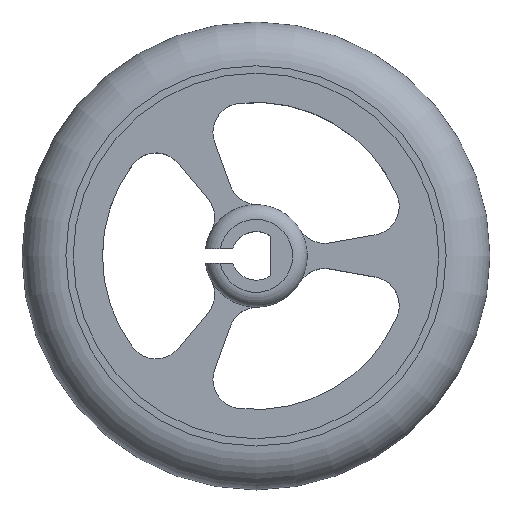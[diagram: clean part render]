
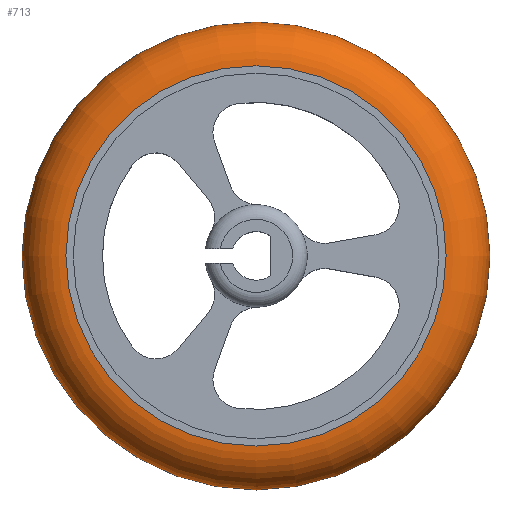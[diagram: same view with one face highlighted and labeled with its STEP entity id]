
A CAD part, top view. The second image highlights one B-rep face of the part: STEP entity #713.
In plain terms, the highlighted toroidal (fillet/blend) face has major radius 13 mm and minor radius 3 mm.
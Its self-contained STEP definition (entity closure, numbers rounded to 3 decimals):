
#21=FACE_BOUND('',#187,.T.);
#33=TOROIDAL_SURFACE('',#803,13.,3.);
#82=CIRCLE('',#800,13.);
#83=CIRCLE('',#802,16.);
#141=FACE_OUTER_BOUND('',#186,.T.);
#186=EDGE_LOOP('',(#627));
#187=EDGE_LOOP('',(#628));
#359=VERTEX_POINT('',#1254);
#360=VERTEX_POINT('',#1257);
#459=EDGE_CURVE('',#359,#359,#82,.T.);
#460=EDGE_CURVE('',#360,#360,#83,.T.);
#627=ORIENTED_EDGE('',*,*,#459,.T.);
#628=ORIENTED_EDGE('',*,*,#460,.T.);
#713=ADVANCED_FACE('',(#141,#21),#33,.T.);
#800=AXIS2_PLACEMENT_3D('',#1255,#1021,#1022);
#802=AXIS2_PLACEMENT_3D('',#1258,#1025,#1026);
#803=AXIS2_PLACEMENT_3D('',#1259,#1027,#1028);
#1021=DIRECTION('center_axis',(0.,0.,-1.));
#1022=DIRECTION('ref_axis',(-1.,0.,0.));
#1025=DIRECTION('center_axis',(0.,0.,1.));
#1026=DIRECTION('ref_axis',(-1.,0.,0.));
#1027=DIRECTION('center_axis',(0.,0.,-1.));
#1028=DIRECTION('ref_axis',(-1.,0.,0.));
#1254=CARTESIAN_POINT('',(13.,0.,6.4));
#1255=CARTESIAN_POINT('Origin',(0.,0.,6.4));
#1257=CARTESIAN_POINT('',(16.,0.,3.4));
#1258=CARTESIAN_POINT('Origin',(0.,0.,3.4));
#1259=CARTESIAN_POINT('Origin',(0.,0.,3.4));
